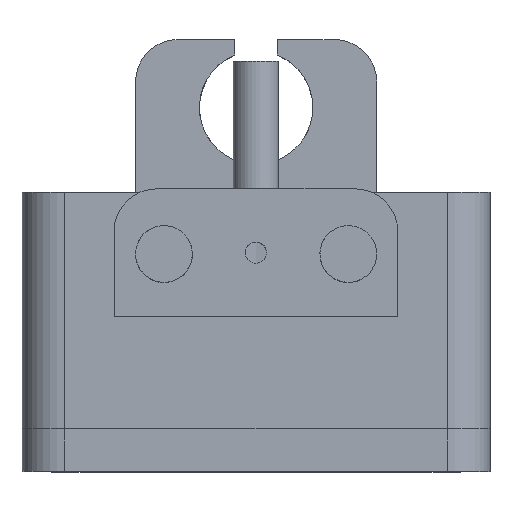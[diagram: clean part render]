
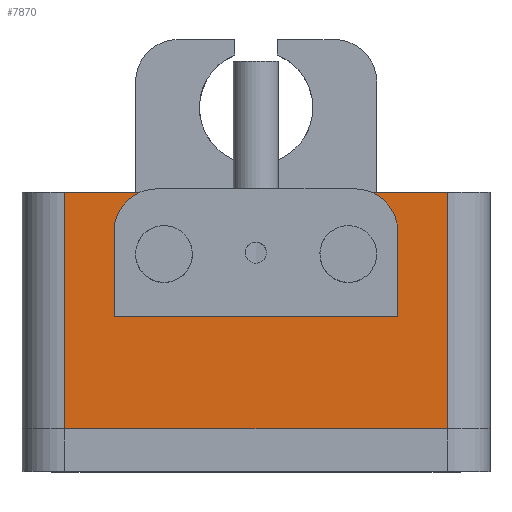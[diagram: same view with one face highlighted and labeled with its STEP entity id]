
A CAD part, top view. The second image highlights one B-rep face of the part: STEP entity #7870.
In plain terms, the highlighted planar face has unit normal (0, 0, 1).
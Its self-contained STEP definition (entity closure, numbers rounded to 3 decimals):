
#4707=CARTESIAN_POINT('',(218.509,264.797,44.85));
#4708=VERTEX_POINT('',#4707);
#4716=CARTESIAN_POINT('',(229.519,264.797,44.85));
#4717=VERTEX_POINT('',#4716);
#4718=CARTESIAN_POINT('',(218.509,264.797,44.85));
#4719=DIRECTION('',(1.,0.,-0.));
#4720=VECTOR('',#4719,11.009);
#4721=LINE('',#4718,#4720);
#4722=EDGE_CURVE('',#4708,#4717,#4721,.T.);
#4759=CARTESIAN_POINT('',(234.519,264.797,44.85));
#4760=VERTEX_POINT('',#4759);
#4767=CARTESIAN_POINT('',(245.509,264.797,44.85));
#4768=VERTEX_POINT('',#4767);
#4769=CARTESIAN_POINT('',(234.519,264.797,44.85));
#4770=DIRECTION('',(1.,0.,-0.));
#4771=VECTOR('',#4770,10.991);
#4772=LINE('',#4769,#4771);
#4773=EDGE_CURVE('',#4760,#4768,#4772,.T.);
#5253=CARTESIAN_POINT('',(245.509,248.097,44.85));
#5254=VERTEX_POINT('',#5253);
#5262=CARTESIAN_POINT('',(218.509,248.097,44.85));
#5263=VERTEX_POINT('',#5262);
#5264=CARTESIAN_POINT('',(218.509,248.097,44.85));
#5265=DIRECTION('',(1.,0.,0.));
#5266=VECTOR('',#5265,27.);
#5267=LINE('',#5264,#5266);
#5268=EDGE_CURVE('',#5263,#5254,#5267,.T.);
#5350=CARTESIAN_POINT('',(227.519,260.395,44.85));
#5351=VERTEX_POINT('',#5350);
#5360=CARTESIAN_POINT('',(225.519,258.395,44.85));
#5361=VERTEX_POINT('',#5360);
#5362=CARTESIAN_POINT('',(225.519,260.395,44.85));
#5363=DIRECTION('',(0.,0.,1.));
#5364=DIRECTION('',(0.,-1.,0.));
#5365=AXIS2_PLACEMENT_3D('',#5362,#5363,#5364);
#5366=CIRCLE('',#5365,2.);
#5367=EDGE_CURVE('',#5351,#5361,#5366,.T.);
#5369=CARTESIAN_POINT('',(225.519,260.395,44.85));
#5370=DIRECTION('',(0.,0.,1.));
#5371=DIRECTION('',(0.,-1.,0.));
#5372=AXIS2_PLACEMENT_3D('',#5369,#5370,#5371);
#5373=CIRCLE('',#5372,2.);
#5374=EDGE_CURVE('',#5361,#5351,#5373,.T.);
#5692=CARTESIAN_POINT('',(240.519,260.395,44.85));
#5693=VERTEX_POINT('',#5692);
#5702=CARTESIAN_POINT('',(238.519,258.395,44.85));
#5703=VERTEX_POINT('',#5702);
#5704=CARTESIAN_POINT('',(238.519,260.395,44.85));
#5705=DIRECTION('',(0.,0.,1.));
#5706=DIRECTION('',(0.,-1.,0.));
#5707=AXIS2_PLACEMENT_3D('',#5704,#5705,#5706);
#5708=CIRCLE('',#5707,2.);
#5709=EDGE_CURVE('',#5693,#5703,#5708,.T.);
#5711=CARTESIAN_POINT('',(238.519,260.395,44.85));
#5712=DIRECTION('',(0.,0.,1.));
#5713=DIRECTION('',(0.,-1.,0.));
#5714=AXIS2_PLACEMENT_3D('',#5711,#5712,#5713);
#5715=CIRCLE('',#5714,2.);
#5716=EDGE_CURVE('',#5703,#5693,#5715,.T.);
#7818=CARTESIAN_POINT('',(394.519,438.793,44.85));
#7819=DIRECTION('',(-0.,0.,1.));
#7820=DIRECTION('',(-1.,-0.,-0.));
#7821=AXIS2_PLACEMENT_3D('',#7818,#7819,#7820);
#7822=PLANE('',#7821);
#7823=ORIENTED_EDGE('',*,*,#4722,.F.);
#7824=CARTESIAN_POINT('',(218.509,264.797,44.85));
#7825=DIRECTION('',(0.,-1.,0.));
#7826=VECTOR('',#7825,16.7);
#7827=LINE('',#7824,#7826);
#7828=EDGE_CURVE('',#4708,#5263,#7827,.T.);
#7829=ORIENTED_EDGE('',*,*,#7828,.T.);
#7830=ORIENTED_EDGE('',*,*,#5268,.T.);
#7831=CARTESIAN_POINT('',(245.509,248.097,44.85));
#7832=DIRECTION('',(-0.,1.,-0.));
#7833=VECTOR('',#7832,16.7);
#7834=LINE('',#7831,#7833);
#7835=EDGE_CURVE('',#5254,#4768,#7834,.T.);
#7836=ORIENTED_EDGE('',*,*,#7835,.T.);
#7837=ORIENTED_EDGE('',*,*,#4773,.F.);
#7838=CARTESIAN_POINT('',(234.519,256.997,44.85));
#7839=VERTEX_POINT('',#7838);
#7840=CARTESIAN_POINT('',(234.519,256.997,44.85));
#7841=DIRECTION('',(-0.,1.,-0.));
#7842=VECTOR('',#7841,7.8);
#7843=LINE('',#7840,#7842);
#7844=EDGE_CURVE('',#7839,#4760,#7843,.T.);
#7845=ORIENTED_EDGE('',*,*,#7844,.F.);
#7846=CARTESIAN_POINT('',(229.519,256.997,44.85));
#7847=VERTEX_POINT('',#7846);
#7848=CARTESIAN_POINT('',(229.519,256.997,44.85));
#7849=DIRECTION('',(1.,0.,0.));
#7850=VECTOR('',#7849,5.);
#7851=LINE('',#7848,#7850);
#7852=EDGE_CURVE('',#7847,#7839,#7851,.T.);
#7853=ORIENTED_EDGE('',*,*,#7852,.F.);
#7854=CARTESIAN_POINT('',(229.519,256.997,44.85));
#7855=DIRECTION('',(-0.,1.,-0.));
#7856=VECTOR('',#7855,7.8);
#7857=LINE('',#7854,#7856);
#7858=EDGE_CURVE('',#7847,#4717,#7857,.T.);
#7859=ORIENTED_EDGE('',*,*,#7858,.T.);
#7860=EDGE_LOOP('',(#7823,#7829,#7830,#7836,#7837,#7845,#7853,#7859));
#7861=FACE_BOUND('',#7860,.T.);
#7862=ORIENTED_EDGE('',*,*,#5367,.F.);
#7863=ORIENTED_EDGE('',*,*,#5374,.F.);
#7864=EDGE_LOOP('',(#7862,#7863));
#7865=FACE_BOUND('',#7864,.T.);
#7866=ORIENTED_EDGE('',*,*,#5709,.F.);
#7867=ORIENTED_EDGE('',*,*,#5716,.F.);
#7868=EDGE_LOOP('',(#7866,#7867));
#7869=FACE_BOUND('',#7868,.T.);
#7870=ADVANCED_FACE('',(#7861,#7865,#7869),#7822,.T.);
